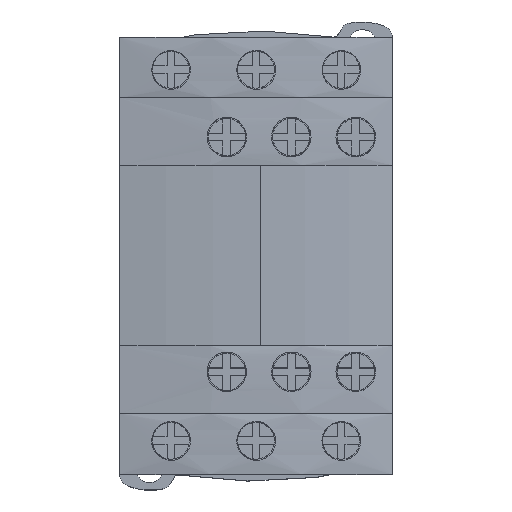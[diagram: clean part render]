
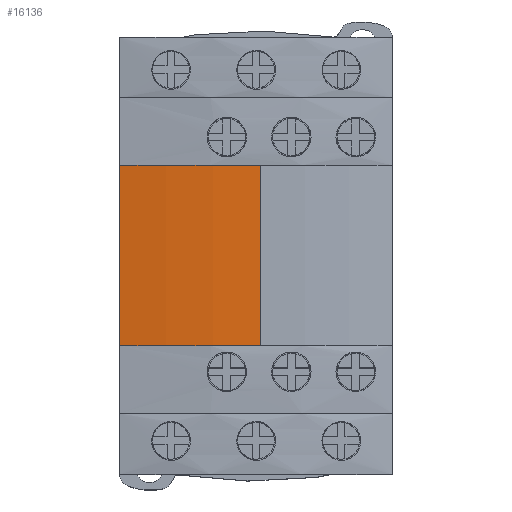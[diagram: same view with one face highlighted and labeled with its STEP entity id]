
A CAD part, top view. The second image highlights one B-rep face of the part: STEP entity #16136.
In plain terms, the highlighted cylindrical face has radius 140.278 mm (diameter 280.556 mm), a partial arc.
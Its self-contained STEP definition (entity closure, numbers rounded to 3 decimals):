
#850 = DIRECTION ( 'NONE',  ( 0., 1., 0. ) ) ;
#1595 = EDGE_CURVE ( 'NONE', #14280, #8435, #17902, .T. ) ;
#2895 = VERTEX_POINT ( 'NONE', #8903 ) ;
#3649 = CARTESIAN_POINT ( 'NONE',  ( 23.129, 53.25, -54.736 ) ) ;
#4844 = CYLINDRICAL_SURFACE ( 'NONE', #18023, 140.278 ) ;
#5125 = DIRECTION ( 'NONE',  ( 1., 0., 0. ) ) ;
#5545 = CARTESIAN_POINT ( 'NONE',  ( 23.129, 23.59, -54.736 ) ) ;
#6498 = DIRECTION ( 'NONE',  ( 0., 1., 0. ) ) ;
#7017 = DIRECTION ( 'NONE',  ( 0., 0., -1. ) ) ;
#7150 = VECTOR ( 'NONE', #850, 1000. ) ;
#7412 = CIRCLE ( 'NONE', #10795, 140.278 ) ;
#7604 = CARTESIAN_POINT ( 'NONE',  ( 23.129, 53.25, 85.542 ) ) ;
#8070 = EDGE_CURVE ( 'NONE', #2895, #18878, #12389, .T. ) ;
#8435 = VERTEX_POINT ( 'NONE', #9658 ) ;
#8518 = VECTOR ( 'NONE', #8924, 1000. ) ;
#8903 = CARTESIAN_POINT ( 'NONE',  ( 23.129, 23.59, 85.542 ) ) ;
#8924 = DIRECTION ( 'NONE',  ( 0., 1., 0. ) ) ;
#9367 = CARTESIAN_POINT ( 'NONE',  ( 23.129, 8.443, -54.736 ) ) ;
#9658 = CARTESIAN_POINT ( 'NONE',  ( 0., 53.25, 83.622 ) ) ;
#9677 = EDGE_LOOP ( 'NONE', ( #13096, #12618, #12176, #15376 ) ) ;
#10795 = AXIS2_PLACEMENT_3D ( 'NONE', #5545, #15752, #7017 ) ;
#10840 = DIRECTION ( 'NONE',  ( 0., 0., 1. ) ) ;
#12176 = ORIENTED_EDGE ( 'NONE', *, *, #13747, .F. ) ;
#12389 = LINE ( 'NONE', #13243, #8518 ) ;
#12576 = FACE_OUTER_BOUND ( 'NONE', #9677, .T. ) ;
#12618 = ORIENTED_EDGE ( 'NONE', *, *, #8070, .T. ) ;
#13096 = ORIENTED_EDGE ( 'NONE', *, *, #14242, .F. ) ;
#13243 = CARTESIAN_POINT ( 'NONE',  ( 23.129, 8.443, 85.542 ) ) ;
#13478 = AXIS2_PLACEMENT_3D ( 'NONE', #3649, #13856, #5125 ) ;
#13747 = EDGE_CURVE ( 'NONE', #8435, #18878, #17726, .T. ) ;
#13856 = DIRECTION ( 'NONE',  ( 0., 1., 0. ) ) ;
#14242 = EDGE_CURVE ( 'NONE', #2895, #14280, #7412, .T. ) ;
#14280 = VERTEX_POINT ( 'NONE', #18751 ) ;
#15376 = ORIENTED_EDGE ( 'NONE', *, *, #1595, .F. ) ;
#15405 = CARTESIAN_POINT ( 'NONE',  ( 0., 8.443, 83.622 ) ) ;
#15752 = DIRECTION ( 'NONE',  ( 0., -1., 0. ) ) ;
#16136 = ADVANCED_FACE ( 'NONE', ( #12576 ), #4844, .T. ) ;
#17726 = CIRCLE ( 'NONE', #13478, 140.278 ) ;
#17902 = LINE ( 'NONE', #15405, #7150 ) ;
#18023 = AXIS2_PLACEMENT_3D ( 'NONE', #9367, #6498, #10840 ) ;
#18751 = CARTESIAN_POINT ( 'NONE',  ( 0., 23.59, 83.622 ) ) ;
#18878 = VERTEX_POINT ( 'NONE', #7604 ) ;
